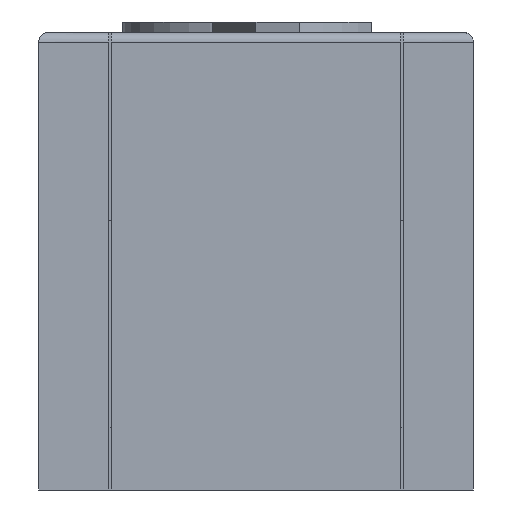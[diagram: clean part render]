
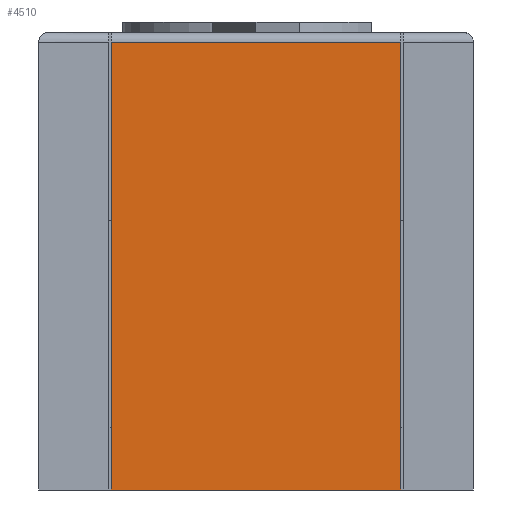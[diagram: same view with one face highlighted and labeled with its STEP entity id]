
A CAD part, left-side view. The second image highlights one B-rep face of the part: STEP entity #4510.
In plain terms, the highlighted planar face has unit normal (-1, 0, 0).
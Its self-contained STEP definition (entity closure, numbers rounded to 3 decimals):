
#7 = AXIS2_PLACEMENT_3D ( 'NONE', #1240, #1965, #2688 ) ;
#173 = VECTOR ( 'NONE', #273, 1000. ) ;
#273 = DIRECTION ( 'NONE',  ( 0., 1., 0. ) ) ;
#484 = VECTOR ( 'NONE', #3150, 1000. ) ;
#588 = ORIENTED_EDGE ( 'NONE', *, *, #1916, .T. ) ;
#707 = EDGE_CURVE ( 'NONE', #2952, #749, #2048, .T. ) ;
#749 = VERTEX_POINT ( 'NONE', #3242 ) ;
#861 = EDGE_CURVE ( 'NONE', #2952, #1347, #3601, .T. ) ;
#889 = PLANE ( 'NONE',  #7 ) ;
#1002 = CARTESIAN_POINT ( 'NONE',  ( -3., 0.7, 2.16 ) ) ;
#1240 = CARTESIAN_POINT ( 'NONE',  ( -3., 0., 2.21 ) ) ;
#1347 = VERTEX_POINT ( 'NONE', #2995 ) ;
#1646 = EDGE_LOOP ( 'NONE', ( #3635, #3569, #588, #1686 ) ) ;
#1686 = ORIENTED_EDGE ( 'NONE', *, *, #2414, .T. ) ;
#1781 = CARTESIAN_POINT ( 'NONE',  ( -3., 0.7, 0. ) ) ;
#1883 = CARTESIAN_POINT ( 'NONE',  ( -3., -0.7, 2.16 ) ) ;
#1916 = EDGE_CURVE ( 'NONE', #749, #4342, #2337, .T. ) ;
#1965 = DIRECTION ( 'NONE',  ( 1., 0., 0. ) ) ;
#2048 = LINE ( 'NONE', #3489, #173 ) ;
#2337 = LINE ( 'NONE', #1002, #484 ) ;
#2414 = EDGE_CURVE ( 'NONE', #4342, #1347, #3932, .T. ) ;
#2424 = CARTESIAN_POINT ( 'NONE',  ( -3., 0.7, 0. ) ) ;
#2563 = VECTOR ( 'NONE', #3320, 1000. ) ;
#2660 = FACE_OUTER_BOUND ( 'NONE', #1646, .T. ) ;
#2688 = DIRECTION ( 'NONE',  ( 0., 1., 0. ) ) ;
#2952 = VERTEX_POINT ( 'NONE', #4277 ) ;
#2995 = CARTESIAN_POINT ( 'NONE',  ( -3., -0.7, 0. ) ) ;
#3150 = DIRECTION ( 'NONE',  ( 0., 0., -1. ) ) ;
#3242 = CARTESIAN_POINT ( 'NONE',  ( -3., 0.7, 2.16 ) ) ;
#3320 = DIRECTION ( 'NONE',  ( 0., 0., -1. ) ) ;
#3489 = CARTESIAN_POINT ( 'NONE',  ( -3., -0.7, 2.16 ) ) ;
#3509 = DIRECTION ( 'NONE',  ( 0., -1., 0. ) ) ;
#3569 = ORIENTED_EDGE ( 'NONE', *, *, #707, .T. ) ;
#3601 = LINE ( 'NONE', #1883, #2563 ) ;
#3635 = ORIENTED_EDGE ( 'NONE', *, *, #861, .F. ) ;
#3932 = LINE ( 'NONE', #2424, #4501 ) ;
#4277 = CARTESIAN_POINT ( 'NONE',  ( -3., -0.7, 2.16 ) ) ;
#4342 = VERTEX_POINT ( 'NONE', #1781 ) ;
#4501 = VECTOR ( 'NONE', #3509, 1000. ) ;
#4510 = ADVANCED_FACE ( 'NONE', ( #2660 ), #889, .F. ) ;
